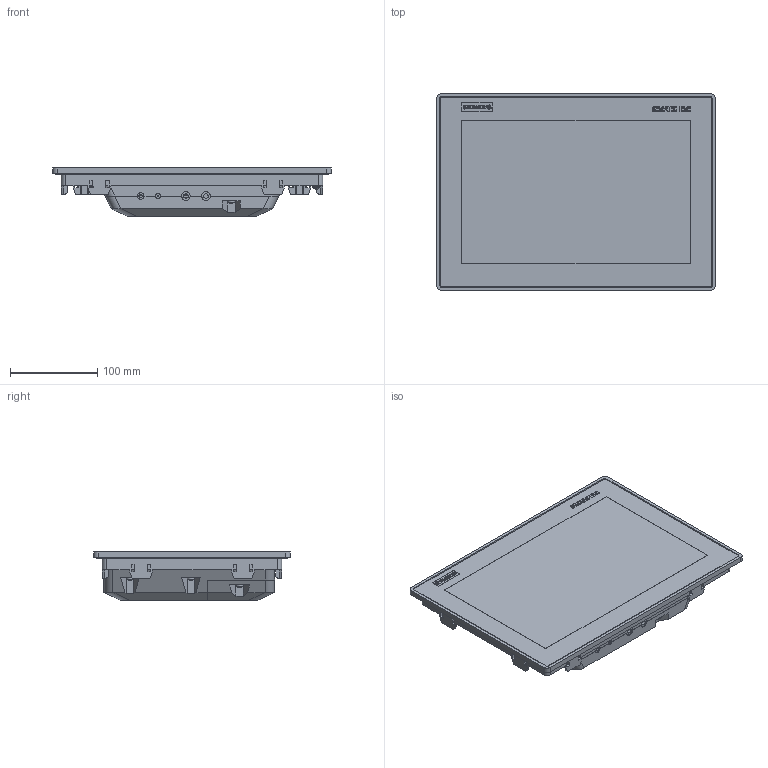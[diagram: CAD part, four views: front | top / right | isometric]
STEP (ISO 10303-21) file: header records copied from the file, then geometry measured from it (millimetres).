
FILE_DESCRIPTION(/* description */ (''),/* implementation_level */ '2;1');
FILE_NAME(/* name */ '6AV7862-2BC10-0AA0_3d.stp',/* time_stamp */ '2024-07-01T16:03:48+02:00',/* author */ (''),/* organization */ (''),/* preprocessor_version */ 'ST-DEVELOPER v18.102',/* originating_system */ 'SIEMENS PLM Software NX 2023',/* authorisation */ '');
FILE_SCHEMA (('AUTOMOTIVE_DESIGN { 1 0 10303 214 3 1 1 1 }'));
Products named in the file (5): A5E51627652A_RS-AA_001_2-power-supply-connector; A5E52416379A_RS-AA_001_2-Cover; A5E52411788A_RS-AA_001_2-Box; A5E52411792A_RS-AA_001_2-Labeling; A5E52388938A_RS-AA_002_4-CAx_6AV78622BC100AA0
Assembly tree (4 placements, depth 2):
  A5E52388938A_RS-AA_002_4-CAx_6AV78622BC100AA0
    A5E52411792A_RS-AA_001_2-Labeling
    A5E52411788A_RS-AA_001_2-Box
    A5E52416379A_RS-AA_001_2-Cover
    A5E51627652A_RS-AA_001_2-power-supply-connector
Bounding box: 319.6 x 225.6 x 55.2 mm (x, y, z)
Volume: 2251744.1 mm3; surface area: 268570.7 mm2
Topology: 116 solids, 116 shells, 2386 faces, 6143 edges, 4038 vertices
Faces by surface type: plane 1681, extrusion 420, cylinder 259, torus 16, cone 10
Full cylindrical faces by diameter (mm): 2.45 x2, 2.7 x2, 3.3 x2, 3.6 x4, 4 x3, 8 x10, 8.2 x1
Entity records: 92248 total; most frequent: CARTESIAN_POINT 27620, ORIENTED_EDGE 12156, DIRECTION 9197, EDGE_CURVE 6078, VERTEX_POINT 4012, VECTOR 3827, LINE 3407, AXIS2_PLACEMENT_3D 2685
